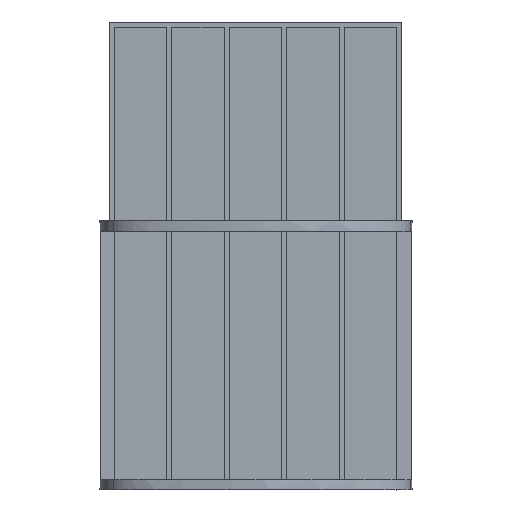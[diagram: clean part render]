
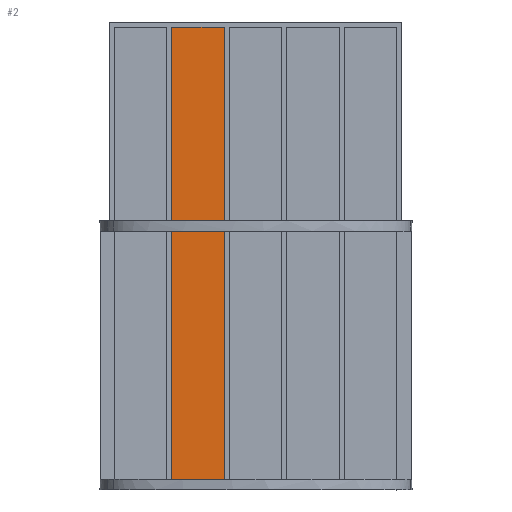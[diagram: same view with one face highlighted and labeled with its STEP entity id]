
A CAD part, top view. The second image highlights one B-rep face of the part: STEP entity #2.
In plain terms, the highlighted planar face has unit normal (0, 0, 1).
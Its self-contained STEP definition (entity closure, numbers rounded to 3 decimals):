
#2 = ADVANCED_FACE ( 'NONE', ( #589 ), #862, .F. ) ;
#7 = LINE ( 'NONE', #3433, #119 ) ;
#119 = VECTOR ( 'NONE', #1259, 1000. ) ;
#121 = CARTESIAN_POINT ( 'NONE',  ( 536.761, 70.495, -31.965 ) ) ;
#152 = EDGE_CURVE ( 'NONE', #1969, #253, #1041, .T. ) ;
#159 = CARTESIAN_POINT ( 'NONE',  ( 521.261, 69.695, -31.965 ) ) ;
#188 = VERTEX_POINT ( 'NONE', #159 ) ;
#212 = CARTESIAN_POINT ( 'NONE',  ( 588.863, -64.715, -31.966 ) ) ;
#216 = VERTEX_POINT ( 'NONE', #2125 ) ;
#253 = VERTEX_POINT ( 'NONE', #1821 ) ;
#258 = DIRECTION ( 'NONE',  ( 1., 0., 0. ) ) ;
#285 = CARTESIAN_POINT ( 'NONE',  ( 0., 0., -31.966 ) ) ;
#342 = ORIENTED_EDGE ( 'NONE', *, *, #152, .F. ) ;
#589 = FACE_OUTER_BOUND ( 'NONE', #2243, .T. ) ;
#668 = AXIS2_PLACEMENT_3D ( 'NONE', #285, #3637, #3726 ) ;
#746 = DIRECTION ( 'NONE',  ( 0., -1., 0. ) ) ;
#862 = PLANE ( 'NONE',  #668 ) ;
#1041 = LINE ( 'NONE', #121, #2238 ) ;
#1257 = EDGE_CURVE ( 'NONE', #1969, #188, #3572, .T. ) ;
#1259 = DIRECTION ( 'NONE',  ( 0., -1., 0. ) ) ;
#1395 = DIRECTION ( 'NONE',  ( -1., 0., 0. ) ) ;
#1669 = CARTESIAN_POINT ( 'NONE',  ( 503.361, 69.695, -31.965 ) ) ;
#1729 = VECTOR ( 'NONE', #258, 1000. ) ;
#1757 = EDGE_CURVE ( 'NONE', #216, #253, #3723, .T. ) ;
#1821 = CARTESIAN_POINT ( 'NONE',  ( 536.761, -64.715, -31.966 ) ) ;
#1969 = VERTEX_POINT ( 'NONE', #2819 ) ;
#2125 = CARTESIAN_POINT ( 'NONE',  ( 521.261, -64.715, -31.966 ) ) ;
#2238 = VECTOR ( 'NONE', #746, 1000. ) ;
#2243 = EDGE_LOOP ( 'NONE', ( #2817, #2925, #2762, #342 ) ) ;
#2762 = ORIENTED_EDGE ( 'NONE', *, *, #1757, .T. ) ;
#2817 = ORIENTED_EDGE ( 'NONE', *, *, #1257, .T. ) ;
#2819 = CARTESIAN_POINT ( 'NONE',  ( 536.761, 69.695, -31.965 ) ) ;
#2925 = ORIENTED_EDGE ( 'NONE', *, *, #3337, .T. ) ;
#2959 = VECTOR ( 'NONE', #1395, 1000. ) ;
#3337 = EDGE_CURVE ( 'NONE', #188, #216, #7, .T. ) ;
#3433 = CARTESIAN_POINT ( 'NONE',  ( 521.261, 70.495, -31.965 ) ) ;
#3572 = LINE ( 'NONE', #1669, #2959 ) ;
#3637 = DIRECTION ( 'NONE',  ( 0., 0., -1. ) ) ;
#3723 = LINE ( 'NONE', #212, #1729 ) ;
#3726 = DIRECTION ( 'NONE',  ( 0., 1., 0. ) ) ;
